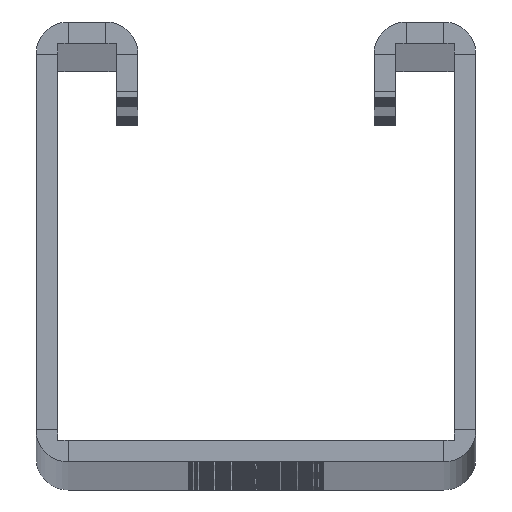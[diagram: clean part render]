
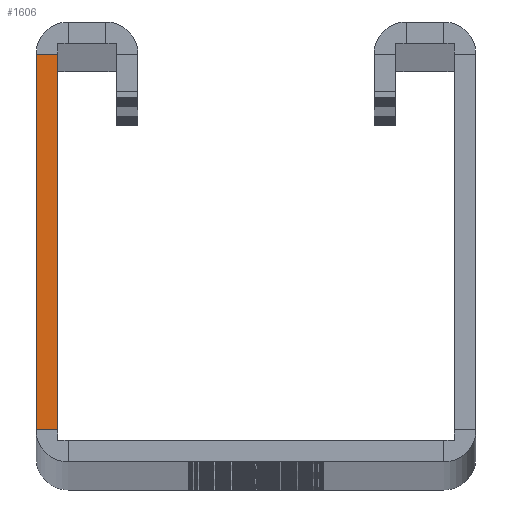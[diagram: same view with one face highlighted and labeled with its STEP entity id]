
A CAD part, top view. The second image highlights one B-rep face of the part: STEP entity #1606.
In plain terms, the highlighted planar face has unit normal (0, 0, 1).
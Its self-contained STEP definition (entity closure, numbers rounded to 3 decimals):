
#1217 = DIRECTION ( 'NONE',  ( 0., 0., 1. ) ) ;
#1606 = ADVANCED_FACE ( 'NONE', ( #9845 ), #10683, .T. ) ;
#4350 = CARTESIAN_POINT ( 'NONE',  ( -18.5, 3., 0. ) ) ;
#5206 = EDGE_CURVE ( 'NONE', #49480, #40205, #63772, .T. ) ;
#6381 = CARTESIAN_POINT ( 'NONE',  ( -20.5, 0., 0. ) ) ;
#8744 = ORIENTED_EDGE ( 'NONE', *, *, #5206, .T. ) ;
#9845 = FACE_OUTER_BOUND ( 'NONE', #16990, .T. ) ;
#10671 = VECTOR ( 'NONE', #58670, 1000. ) ;
#10683 = PLANE ( 'NONE',  #39966 ) ;
#16532 = CARTESIAN_POINT ( 'NONE',  ( -20.5, 38., 0. ) ) ;
#16990 = EDGE_LOOP ( 'NONE', ( #60595, #46864, #8744, #61252 ) ) ;
#24015 = EDGE_CURVE ( 'NONE', #63185, #60433, #55395, .T. ) ;
#24558 = VECTOR ( 'NONE', #33020, 1000. ) ;
#33020 = DIRECTION ( 'NONE',  ( -1., 0., 0. ) ) ;
#33214 = VECTOR ( 'NONE', #58335, 1000. ) ;
#36258 = CARTESIAN_POINT ( 'NONE',  ( -17.5, 2., 0. ) ) ;
#39966 = AXIS2_PLACEMENT_3D ( 'NONE', #36258, #1217, #41420 ) ;
#40205 = VERTEX_POINT ( 'NONE', #65026 ) ;
#40438 = LINE ( 'NONE', #53391, #33214 ) ;
#41420 = DIRECTION ( 'NONE',  ( 1., 0., 0. ) ) ;
#46864 = ORIENTED_EDGE ( 'NONE', *, *, #56943, .T. ) ;
#47046 = EDGE_CURVE ( 'NONE', #40205, #60433, #47938, .T. ) ;
#47938 = LINE ( 'NONE', #58736, #24558 ) ;
#48086 = CARTESIAN_POINT ( 'NONE',  ( -18.5, 0., 0. ) ) ;
#49480 = VERTEX_POINT ( 'NONE', #4350 ) ;
#50163 = CARTESIAN_POINT ( 'NONE',  ( -20.5, 3., 0. ) ) ;
#52706 = DIRECTION ( 'NONE',  ( 0., 1., 0. ) ) ;
#53391 = CARTESIAN_POINT ( 'NONE',  ( -20.5, 3., 0. ) ) ;
#55395 = LINE ( 'NONE', #6381, #56990 ) ;
#56943 = EDGE_CURVE ( 'NONE', #63185, #49480, #40438, .T. ) ;
#56990 = VECTOR ( 'NONE', #52706, 1000. ) ;
#58335 = DIRECTION ( 'NONE',  ( 1., 0., 0. ) ) ;
#58670 = DIRECTION ( 'NONE',  ( 0., 1., 0. ) ) ;
#58736 = CARTESIAN_POINT ( 'NONE',  ( -18.5, 38., 0. ) ) ;
#60433 = VERTEX_POINT ( 'NONE', #16532 ) ;
#60595 = ORIENTED_EDGE ( 'NONE', *, *, #24015, .F. ) ;
#61252 = ORIENTED_EDGE ( 'NONE', *, *, #47046, .T. ) ;
#63185 = VERTEX_POINT ( 'NONE', #50163 ) ;
#63772 = LINE ( 'NONE', #48086, #10671 ) ;
#65026 = CARTESIAN_POINT ( 'NONE',  ( -18.5, 38., 0. ) ) ;
